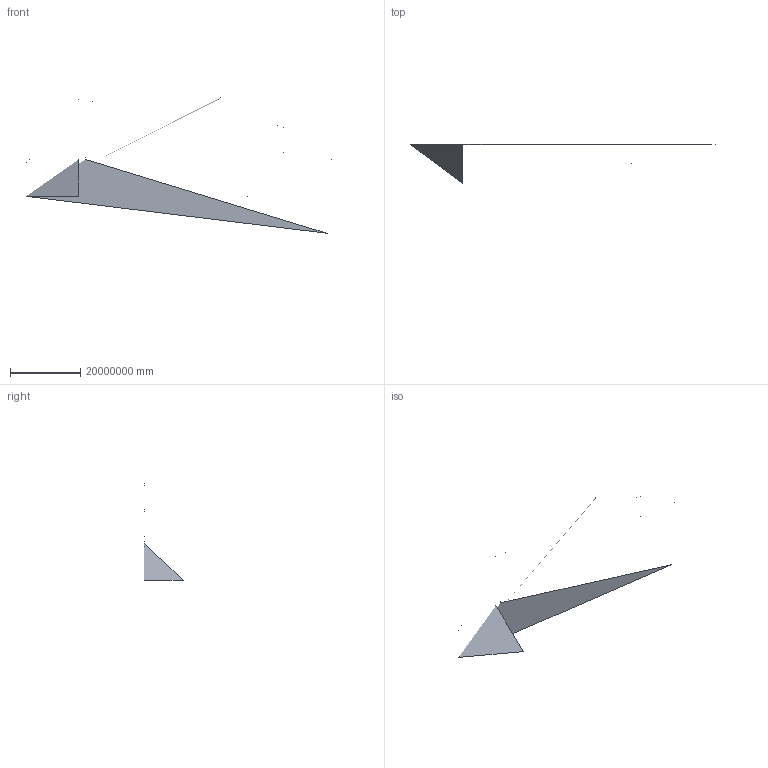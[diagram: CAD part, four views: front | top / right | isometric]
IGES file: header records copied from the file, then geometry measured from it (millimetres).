
Start section: C
Global section: file name: P2002.igs; native system: By Siemens PLM Incorporated; preprocessor: XPlus GENERIC/IGES 18.0.17; author: Author; organization: Title; date: 20160523.161040; units: millimetre
Bounding box: 94300000 x 27000027.5 x 57473870.81 mm (x, y, z)
Volume: 199560694.5 mm3; surface area: 10990.9 mm2
Topology: 1 solids, 13 shells, 29 faces, 55 edges, 41 vertices
Faces by surface type: bspline 29
